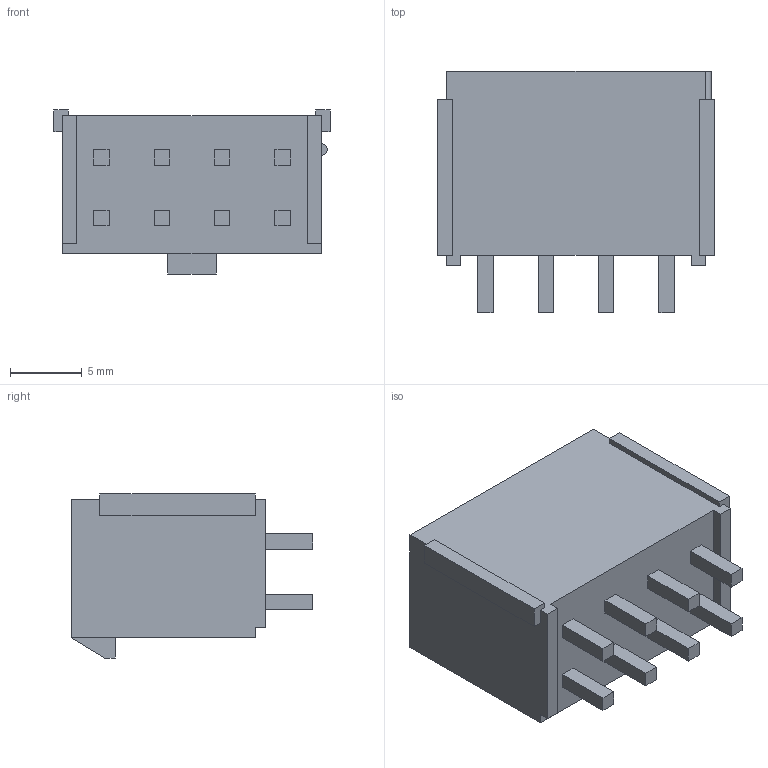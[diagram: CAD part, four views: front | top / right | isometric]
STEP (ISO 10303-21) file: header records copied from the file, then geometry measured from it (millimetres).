
FILE_DESCRIPTION((''),'2;1');
FILE_NAME('874270842','2010-10-19T',('pnb'),(''),'PRO/ENGINEER BY PARAMETRIC TECHNOLOGY CORPORATION, 2003451','PRO/ENGINEER BY PARAMETRIC TECHNOLOGY CORPORATION, 2003451','');
FILE_SCHEMA(('CONFIG_CONTROL_DESIGN'));
Length unit declared in the file: millimetre
Products named in the file (1): 874270842
Bounding box: 19.2 x 16.8 x 11.4 mm (x, y, z)
Volume: 1424.3 mm3; surface area: 2477.6 mm2
Topology: 1 solids, 1 shells, 159 faces, 413 edges, 280 vertices
Faces by surface type: plane 158, cylinder 1
Entity records: 4808 total; most frequent: CARTESIAN_POINT 838, ORIENTED_EDGE 794, DIRECTION 753, EDGE_CURVE 397, VECTOR 395, LINE 395, VERTEX_POINT 264, EDGE_LOOP 183
